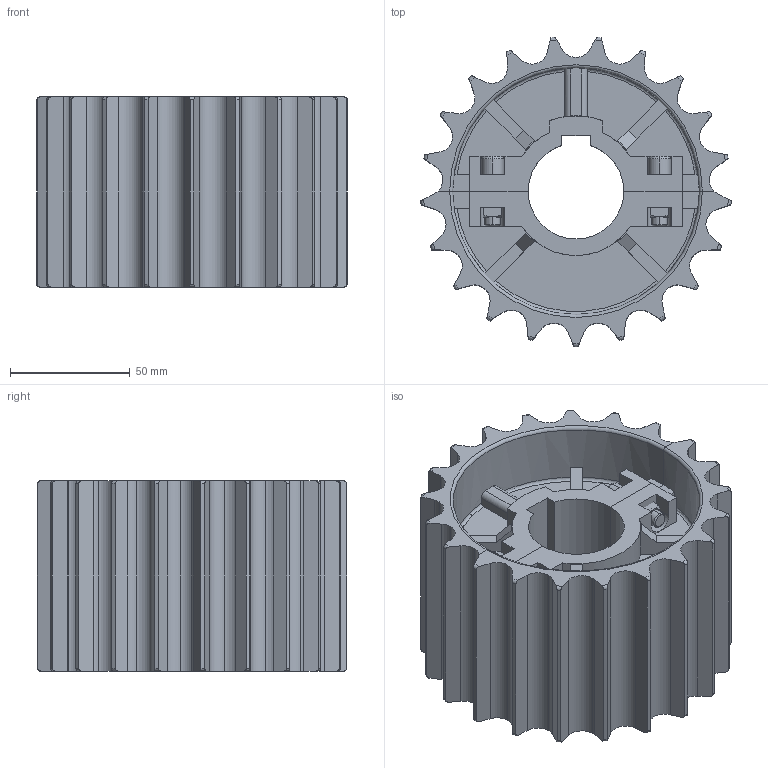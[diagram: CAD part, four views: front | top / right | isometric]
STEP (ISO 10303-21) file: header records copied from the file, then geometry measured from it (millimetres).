
FILE_DESCRIPTION (( 'STEP AP214' ), '1' );
FILE_NAME ('Rexnord-NS821Thermoplastic Split Sprocket-NS821-21T 40MM Shaft-Ready Round Bore.STEP', '2021-09-06T09:27:15', ( '' ), ( '' ), 'SwSTEP 2.0', 'SolidWorks 2021', '' );
FILE_SCHEMA (( 'AUTOMOTIVE_DESIGN' ));
Length unit declared in the file: inch
Products named in the file (1): Rexnord-NS821Thermoplastic Split Sprocket-NS821-21T 40MM Shaft-Ready Round Bore
Bounding box: 129.8 x 129.44 x 79.5 mm (x, y, z)
Volume: 455716.4 mm3; surface area: 112002.7 mm2
Topology: 10 solids, 10 shells, 459 faces, 1253 edges, 822 vertices
Faces by surface type: plane 249, cylinder 118, torus 60, cone 32
Entity records: 20396 total; most frequent: CARTESIAN_POINT 4019, ORIENTED_EDGE 2506, DIRECTION 2405, EDGE_CURVE 1253, AXIS2_PLACEMENT_3D 844, VERTEX_POINT 822, LINE 717, VECTOR 717
